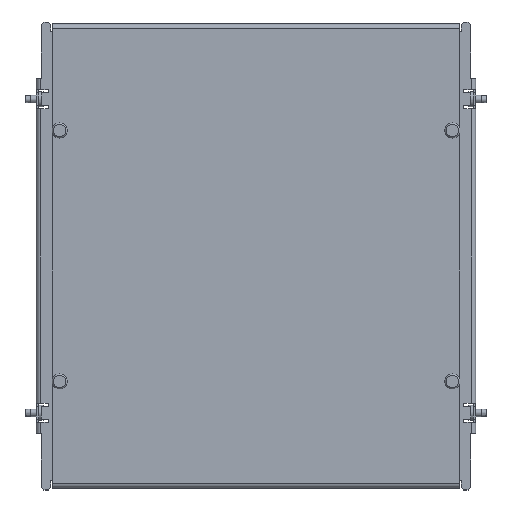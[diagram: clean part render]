
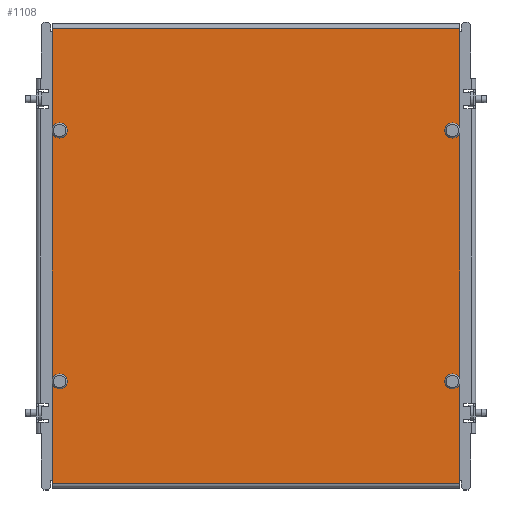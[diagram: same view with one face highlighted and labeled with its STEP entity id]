
A CAD part, top view. The second image highlights one B-rep face of the part: STEP entity #1108.
In plain terms, the highlighted planar face has unit normal (0, 0, 1).
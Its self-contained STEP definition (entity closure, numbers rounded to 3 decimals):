
#1108=ADVANCED_FACE('',(#2047,#2048,#2049,#2050,#2051),#2052,.T.);
#2047=FACE_BOUND('',#2914,.T.);
#2048=FACE_BOUND('',#2915,.T.);
#2049=FACE_BOUND('',#2916,.T.);
#2050=FACE_BOUND('',#2917,.T.);
#2051=FACE_OUTER_BOUND('',#2918,.T.);
#2052=PLANE('',#2919);
#2914=EDGE_LOOP('',(#5377,#5378));
#2915=EDGE_LOOP('',(#5379,#5380));
#2916=EDGE_LOOP('',(#5381,#5382));
#2917=EDGE_LOOP('',(#5383,#5384));
#2918=EDGE_LOOP('',(#5385,#5386,#5387,#5388));
#2919=AXIS2_PLACEMENT_3D('',#5389,#5390,#5391);
#5377=ORIENTED_EDGE('',*,*,#6307,.T.);
#5378=ORIENTED_EDGE('',*,*,#6358,.T.);
#5379=ORIENTED_EDGE('',*,*,#6302,.T.);
#5380=ORIENTED_EDGE('',*,*,#6361,.T.);
#5381=ORIENTED_EDGE('',*,*,#6297,.T.);
#5382=ORIENTED_EDGE('',*,*,#6364,.T.);
#5383=ORIENTED_EDGE('',*,*,#6292,.T.);
#5384=ORIENTED_EDGE('',*,*,#6367,.T.);
#5385=ORIENTED_EDGE('',*,*,#6332,.T.);
#5386=ORIENTED_EDGE('',*,*,#6371,.F.);
#5387=ORIENTED_EDGE('',*,*,#6384,.F.);
#5388=ORIENTED_EDGE('',*,*,#6381,.T.);
#5389=CARTESIAN_POINT('',(21.0,277.0,15.495));
#5390=DIRECTION('',(0.0,0.0,1.0));
#5391=DIRECTION('',(0.0,-1.0,0.0));
#6292=EDGE_CURVE('',#7667,#7671,#7673,.T.);
#6297=EDGE_CURVE('',#7676,#7680,#7682,.T.);
#6302=EDGE_CURVE('',#7685,#7689,#7691,.T.);
#6307=EDGE_CURVE('',#7694,#7698,#7700,.T.);
#6332=EDGE_CURVE('',#7742,#7740,#7743,.T.);
#6358=EDGE_CURVE('',#7698,#7694,#7779,.T.);
#6361=EDGE_CURVE('',#7689,#7685,#7782,.T.);
#6364=EDGE_CURVE('',#7680,#7676,#7785,.T.);
#6367=EDGE_CURVE('',#7671,#7667,#7788,.T.);
#6371=EDGE_CURVE('',#7791,#7740,#7793,.T.);
#6381=EDGE_CURVE('',#7805,#7742,#7806,.T.);
#6384=EDGE_CURVE('',#7805,#7791,#7809,.T.);
#7667=VERTEX_POINT('',#9540);
#7671=VERTEX_POINT('',#9545);
#7673=CIRCLE('',#9548,3.3);
#7676=VERTEX_POINT('',#9551);
#7680=VERTEX_POINT('',#9556);
#7682=CIRCLE('',#9559,3.3);
#7685=VERTEX_POINT('',#9562);
#7689=VERTEX_POINT('',#9567);
#7691=CIRCLE('',#9570,3.3);
#7694=VERTEX_POINT('',#9573);
#7698=VERTEX_POINT('',#9578);
#7700=CIRCLE('',#9581,3.3);
#7740=VERTEX_POINT('',#9639);
#7742=VERTEX_POINT('',#9641);
#7743=LINE('',#9642,#9643);
#7779=CIRCLE('',#9694,3.3);
#7782=CIRCLE('',#9697,3.3);
#7785=CIRCLE('',#9700,3.3);
#7788=CIRCLE('',#9703,3.3);
#7791=VERTEX_POINT('',#9706);
#7793=LINE('',#9708,#9709);
#7805=VERTEX_POINT('',#9724);
#7806=LINE('',#9725,#9726);
#7809=LINE('',#9729,#9730);
#9540=CARTESIAN_POINT('',(30.3,86.5,15.495));
#9545=CARTESIAN_POINT('',(23.7,86.5,15.495));
#9548=AXIS2_PLACEMENT_3D('',#10714,#10715,#10716);
#9551=CARTESIAN_POINT('',(30.3,286.5,15.495));
#9556=CARTESIAN_POINT('',(23.7,286.5,15.495));
#9559=AXIS2_PLACEMENT_3D('',#10722,#10723,#10724);
#9562=CARTESIAN_POINT('',(343.3,86.5,15.495));
#9567=CARTESIAN_POINT('',(336.7,86.5,15.495));
#9570=AXIS2_PLACEMENT_3D('',#10730,#10731,#10732);
#9573=CARTESIAN_POINT('',(343.3,286.5,15.495));
#9578=CARTESIAN_POINT('',(336.7,286.5,15.495));
#9581=AXIS2_PLACEMENT_3D('',#10738,#10739,#10740);
#9639=CARTESIAN_POINT('',(346.0,367.5,15.495));
#9641=CARTESIAN_POINT('',(346.0,5.5,15.495));
#9642=CARTESIAN_POINT('',(346.0,5.5,15.495));
#9643=VECTOR('',#10762,1.0);
#9694=AXIS2_PLACEMENT_3D('',#10787,#10788,#10789);
#9697=AXIS2_PLACEMENT_3D('',#10793,#10794,#10795);
#9700=AXIS2_PLACEMENT_3D('',#10799,#10800,#10801);
#9703=AXIS2_PLACEMENT_3D('',#10805,#10806,#10807);
#9706=CARTESIAN_POINT('',(21.0,367.5,15.495));
#9708=CARTESIAN_POINT('',(21.0,367.5,15.495));
#9709=VECTOR('',#10814,1.0);
#9724=CARTESIAN_POINT('',(21.0,5.5,15.495));
#9725=CARTESIAN_POINT('',(21.0,5.5,15.495));
#9726=VECTOR('',#10824,1.0);
#9729=CARTESIAN_POINT('',(21.0,186.5,15.495));
#9730=VECTOR('',#10828,1.0);
#10714=CARTESIAN_POINT('',(27.0,86.5,15.495));
#10715=DIRECTION('',(0.0,0.0,-1.0));
#10716=DIRECTION('',(1.0,0.0,0.0));
#10722=CARTESIAN_POINT('',(27.0,286.5,15.495));
#10723=DIRECTION('',(0.0,0.0,-1.0));
#10724=DIRECTION('',(1.0,0.0,0.0));
#10730=CARTESIAN_POINT('',(340.0,86.5,15.495));
#10731=DIRECTION('',(0.0,0.0,-1.0));
#10732=DIRECTION('',(1.0,0.0,0.0));
#10738=CARTESIAN_POINT('',(340.0,286.5,15.495));
#10739=DIRECTION('',(0.0,0.0,-1.0));
#10740=DIRECTION('',(1.0,0.0,0.0));
#10762=DIRECTION('',(0.0,1.0,0.0));
#10787=CARTESIAN_POINT('',(340.0,286.5,15.495));
#10788=DIRECTION('',(0.0,0.0,-1.0));
#10789=DIRECTION('',(1.0,0.0,0.0));
#10793=CARTESIAN_POINT('',(340.0,86.5,15.495));
#10794=DIRECTION('',(0.0,0.0,-1.0));
#10795=DIRECTION('',(1.0,0.0,0.0));
#10799=CARTESIAN_POINT('',(27.0,286.5,15.495));
#10800=DIRECTION('',(0.0,0.0,-1.0));
#10801=DIRECTION('',(1.0,0.0,0.0));
#10805=CARTESIAN_POINT('',(27.0,86.5,15.495));
#10806=DIRECTION('',(0.0,0.0,-1.0));
#10807=DIRECTION('',(1.0,0.0,0.0));
#10814=DIRECTION('',(1.0,0.0,0.0));
#10824=DIRECTION('',(1.0,0.0,0.0));
#10828=DIRECTION('',(0.0,1.0,0.0));
